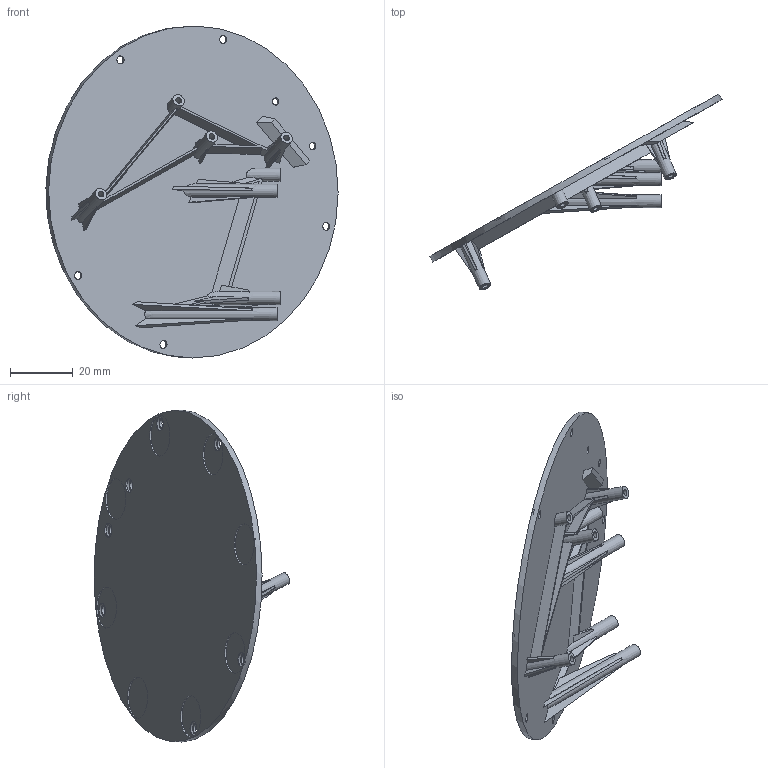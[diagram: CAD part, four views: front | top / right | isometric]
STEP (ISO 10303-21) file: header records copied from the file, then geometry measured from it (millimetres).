
FILE_DESCRIPTION(/* description */ (''),/* implementation_level */ '2;1');
FILE_NAME(/* name */ '1111111.stp',/* time_stamp */ '2022-04-02T15:46:12+08:00',/* author */ (''),/* organization */ (''),/* preprocessor_version */ 'ST-DEVELOPER v16',/* originating_system */ 'SIEMENS PLM Software NX 10.0',/* authorisation */ '');
FILE_SCHEMA (('AUTOMOTIVE_DESIGN { 1 0 10303 214 3 1 1 1 }'));
Length unit declared in the file: millimetre
Products named in the file (1): IKW12B4E9C1oy2l
Bounding box: 93.29 x 62.5 x 106 mm (x, y, z)
Volume: 19732 mm3; surface area: 23079.9 mm2
Topology: 1 solids, 1 shells, 177 faces, 466 edges, 316 vertices
Faces by surface type: plane 126, cone 46, cylinder 3, bspline 2
Entity records: 6610 total; most frequent: CARTESIAN_POINT 1260, DIRECTION 845, ORIENTED_EDGE 778, EDGE_CURVE 389, AXIS2_PLACEMENT_3D 335, VERTEX_POINT 285, EDGE_LOOP 262, PRESENTATION_STYLE_ASSIGNMENT 178
